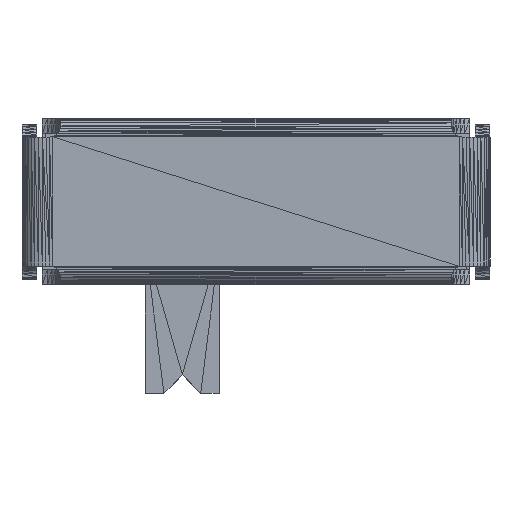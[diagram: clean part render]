
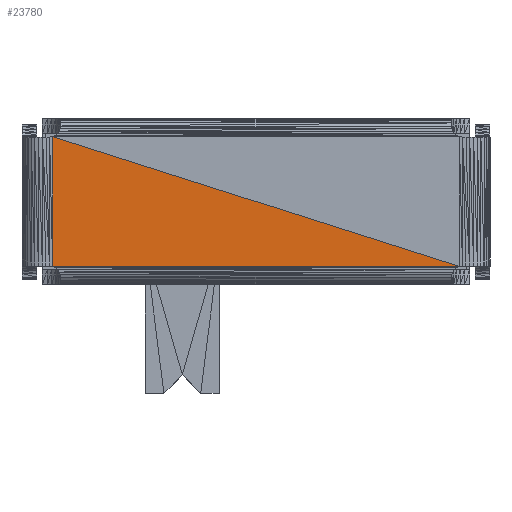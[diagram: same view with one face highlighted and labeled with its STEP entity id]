
A CAD part, top view. The second image highlights one B-rep face of the part: STEP entity #23780.
In plain terms, the highlighted planar face has unit normal (0, 0, 1).
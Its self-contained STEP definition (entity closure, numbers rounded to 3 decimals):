
#11=DIRECTION('',(0.0,0.0,1.0));
#12=DIRECTION('',(1.0,0.0,0.0));
#82=DIRECTION('',(0.0,-1.0,0.0));
#83=VECTOR('',#82,1000.0);
#95=VECTOR('',#12,1000.0);
#4938=CARTESIAN_POINT('',(5.519,-1.762,4.1));
#4939=VERTEX_POINT('',#4938);
#5072=CARTESIAN_POINT('',(-5.519,-1.762,4.1));
#5073=VERTEX_POINT('',#5072);
#5582=CARTESIAN_POINT('',(-5.519,1.762,4.1));
#5583=VERTEX_POINT('',#5582);
#23718=DIRECTION('',(0.953,-0.304,0.0));
#23719=VECTOR('',#23718,1000.0);
#23720=LINE('',#5582,#23719);
#23721=EDGE_CURVE('',#5583,#4939,#23720,.T.);
#23768=LINE('',#5582,#83);
#23769=EDGE_CURVE('',#5583,#5073,#23768,.T.);
#23770=LINE('',#5072,#95);
#23771=EDGE_CURVE('',#5073,#4939,#23770,.T.);
#23772=ORIENTED_EDGE('',*,*,#23721,.F.);
#23773=ORIENTED_EDGE('',*,*,#23769,.T.);
#23774=ORIENTED_EDGE('',*,*,#23771,.T.);
#23775=DIRECTION('',(-0.953,0.304,0.0));
#23776=AXIS2_PLACEMENT_3D('',#4938,#11,#23775);
#23777=PLANE('',#23776);
#23778=EDGE_LOOP('',(#23772,#23773,#23774));
#23779=FACE_BOUND('',#23778,.T.);
#23780=ADVANCED_FACE('',(#23779),#23777,.T.);
